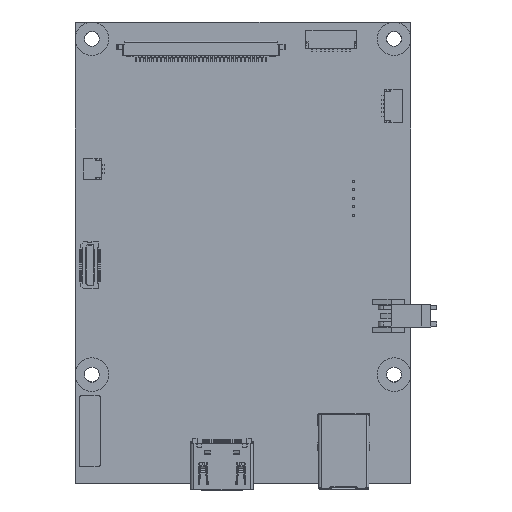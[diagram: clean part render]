
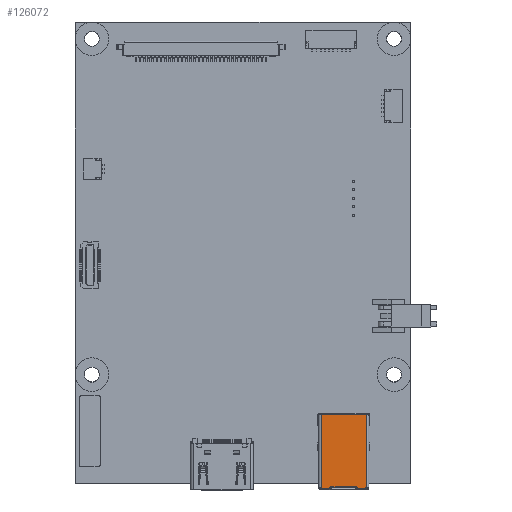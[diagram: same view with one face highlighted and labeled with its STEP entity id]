
A CAD part, top view. The second image highlights one B-rep face of the part: STEP entity #126072.
In plain terms, the highlighted planar face has unit normal (0, 0, 1).
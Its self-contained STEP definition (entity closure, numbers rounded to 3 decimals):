
#5196=FACE_OUTER_BOUND('',#12038,.T.);
#12038=EDGE_LOOP('',(#98566,#98567,#98568,#98569,#98570,#98571,#98572,#98573,
#98574,#98575,#98576,#98577,#98578,#98579,#98580,#98581,#98582,#98583));
#16683=CIRCLE('',#133823,0.15);
#16684=CIRCLE('',#133825,0.15);
#16685=CIRCLE('',#133828,0.15);
#16686=CIRCLE('',#133830,0.15);
#16687=CIRCLE('',#133837,0.15);
#16688=CIRCLE('',#133839,0.15);
#16689=CIRCLE('',#133842,0.15);
#16690=CIRCLE('',#133844,0.15);
#25574=LINE('',#191385,#41688);
#25578=LINE('',#191397,#41692);
#25582=LINE('',#191409,#41696);
#25583=LINE('',#191423,#41697);
#25586=LINE('',#191439,#41700);
#25590=LINE('',#191451,#41704);
#25594=LINE('',#191463,#41708);
#25725=LINE('',#191841,#41839);
#25726=LINE('',#191842,#41840);
#25727=LINE('',#191843,#41841);
#41688=VECTOR('',#155030,10.);
#41692=VECTOR('',#155044,10.);
#41696=VECTOR('',#155058,10.);
#41697=VECTOR('',#155063,10.);
#41700=VECTOR('',#155070,10.);
#41704=VECTOR('',#155084,10.);
#41708=VECTOR('',#155098,10.);
#41839=VECTOR('',#155483,10.);
#41840=VECTOR('',#155484,10.);
#41841=VECTOR('',#155485,10.);
#55958=VERTEX_POINT('',#191378);
#55959=VERTEX_POINT('',#191383);
#55960=VERTEX_POINT('',#191387);
#55961=VERTEX_POINT('',#191391);
#55962=VERTEX_POINT('',#191395);
#55963=VERTEX_POINT('',#191399);
#55964=VERTEX_POINT('',#191403);
#55965=VERTEX_POINT('',#191407);
#55966=VERTEX_POINT('',#191422);
#55967=VERTEX_POINT('',#191437);
#55968=VERTEX_POINT('',#191441);
#55969=VERTEX_POINT('',#191445);
#55970=VERTEX_POINT('',#191449);
#55971=VERTEX_POINT('',#191453);
#55972=VERTEX_POINT('',#191457);
#55973=VERTEX_POINT('',#191461);
#56052=VERTEX_POINT('',#191839);
#56053=VERTEX_POINT('',#191840);
#71078=EDGE_CURVE('',#55958,#55959,#25574,.T.);
#71080=EDGE_CURVE('',#55960,#55959,#16683,.T.);
#71081=EDGE_CURVE('',#55960,#55961,#16684,.T.);
#71084=EDGE_CURVE('',#55961,#55962,#25578,.T.);
#71085=EDGE_CURVE('',#55962,#55963,#16685,.T.);
#71087=EDGE_CURVE('',#55964,#55963,#16686,.T.);
#71090=EDGE_CURVE('',#55964,#55965,#25582,.T.);
#71092=EDGE_CURVE('',#55966,#55965,#25583,.T.);
#71096=EDGE_CURVE('',#55966,#55967,#25586,.T.);
#71097=EDGE_CURVE('',#55968,#55967,#16687,.T.);
#71099=EDGE_CURVE('',#55968,#55969,#16688,.T.);
#71102=EDGE_CURVE('',#55970,#55969,#25590,.T.);
#71103=EDGE_CURVE('',#55970,#55971,#16689,.T.);
#71106=EDGE_CURVE('',#55972,#55971,#16690,.T.);
#71108=EDGE_CURVE('',#55973,#55972,#25594,.T.);
#71280=EDGE_CURVE('',#56052,#56053,#25725,.T.);
#71281=EDGE_CURVE('',#55958,#56052,#25726,.T.);
#71282=EDGE_CURVE('',#56053,#55973,#25727,.T.);
#98566=ORIENTED_EDGE('',*,*,#71280,.F.);
#98567=ORIENTED_EDGE('',*,*,#71281,.F.);
#98568=ORIENTED_EDGE('',*,*,#71078,.T.);
#98569=ORIENTED_EDGE('',*,*,#71080,.F.);
#98570=ORIENTED_EDGE('',*,*,#71081,.T.);
#98571=ORIENTED_EDGE('',*,*,#71084,.T.);
#98572=ORIENTED_EDGE('',*,*,#71085,.T.);
#98573=ORIENTED_EDGE('',*,*,#71087,.F.);
#98574=ORIENTED_EDGE('',*,*,#71090,.T.);
#98575=ORIENTED_EDGE('',*,*,#71092,.F.);
#98576=ORIENTED_EDGE('',*,*,#71096,.T.);
#98577=ORIENTED_EDGE('',*,*,#71097,.F.);
#98578=ORIENTED_EDGE('',*,*,#71099,.T.);
#98579=ORIENTED_EDGE('',*,*,#71102,.F.);
#98580=ORIENTED_EDGE('',*,*,#71103,.T.);
#98581=ORIENTED_EDGE('',*,*,#71106,.F.);
#98582=ORIENTED_EDGE('',*,*,#71108,.F.);
#98583=ORIENTED_EDGE('',*,*,#71282,.F.);
#120020=PLANE('',#133972);
#126072=ADVANCED_FACE('',(#5196),#120020,.T.);
#133823=AXIS2_PLACEMENT_3D('',#191389,#155034,#155035);
#133825=AXIS2_PLACEMENT_3D('',#191392,#155038,#155039);
#133828=AXIS2_PLACEMENT_3D('',#191400,#155047,#155048);
#133830=AXIS2_PLACEMENT_3D('',#191404,#155052,#155053);
#133837=AXIS2_PLACEMENT_3D('',#191442,#155073,#155074);
#133839=AXIS2_PLACEMENT_3D('',#191446,#155078,#155079);
#133842=AXIS2_PLACEMENT_3D('',#191454,#155087,#155088);
#133844=AXIS2_PLACEMENT_3D('',#191459,#155093,#155094);
#133972=AXIS2_PLACEMENT_3D('',#191838,#155481,#155482);
#155030=DIRECTION('',(1.,0.,0.));
#155034=DIRECTION('center_axis',(0.,0.,1.));
#155035=DIRECTION('ref_axis',(0.,1.,0.));
#155038=DIRECTION('center_axis',(0.,0.,1.));
#155039=DIRECTION('ref_axis',(0.,-1.,0.));
#155044=DIRECTION('',(1.,0.,0.));
#155047=DIRECTION('center_axis',(0.,0.,
1.));
#155048=DIRECTION('ref_axis',(1.,0.,0.));
#155052=DIRECTION('center_axis',(0.,0.,
1.));
#155053=DIRECTION('ref_axis',(-1.,0.,0.));
#155058=DIRECTION('',(1.,0.,0.));
#155063=DIRECTION('',(-1.,0.,0.));
#155070=DIRECTION('',(1.,0.,0.));
#155073=DIRECTION('center_axis',(0.,0.,
1.));
#155074=DIRECTION('ref_axis',(0.,1.,0.));
#155078=DIRECTION('center_axis',(0.,0.,
1.));
#155079=DIRECTION('ref_axis',(0.,-1.,0.));
#155084=DIRECTION('',(-1.,0.,0.));
#155087=DIRECTION('center_axis',(0.,0.,
1.));
#155088=DIRECTION('ref_axis',(0.943,-0.333,0.));
#155093=DIRECTION('center_axis',(0.,0.,1.));
#155094=DIRECTION('ref_axis',(-0.943,0.333,0.));
#155098=DIRECTION('',(-1.,0.,0.));
#155481=DIRECTION('center_axis',(0.,0.,1.));
#155482=DIRECTION('ref_axis',(0.,-1.,0.));
#155483=DIRECTION('',(1.,0.,0.));
#155484=DIRECTION('',(0.,1.,0.));
#155485=DIRECTION('',(0.,-1.,0.));
#191378=CARTESIAN_POINT('',(18.6,-0.9,14.2));
#191383=CARTESIAN_POINT('',(18.65,-0.9,14.2));
#191385=CARTESIAN_POINT('',(18.6,-0.9,14.2));
#191387=CARTESIAN_POINT('',(18.791,-1.,14.2));
#191389=CARTESIAN_POINT('Origin',(18.65,-1.05,14.2));
#191391=CARTESIAN_POINT('',(18.933,-1.1,14.2));
#191392=CARTESIAN_POINT('Origin',(18.933,-0.95,14.2));
#191395=CARTESIAN_POINT('',(20.55,-1.1,14.2));
#191397=CARTESIAN_POINT('',(18.933,-1.1,14.2));
#191399=CARTESIAN_POINT('',(20.7,-0.95,14.2));
#191400=CARTESIAN_POINT('Origin',(20.55,-0.95,14.2));
#191403=CARTESIAN_POINT('',(20.85,-0.8,14.2));
#191404=CARTESIAN_POINT('Origin',(20.85,-0.95,14.2));
#191407=CARTESIAN_POINT('',(20.95,-0.8,14.2));
#191409=CARTESIAN_POINT('',(20.85,-0.8,14.2));
#191422=CARTESIAN_POINT('',(27.05,-0.8,14.2));
#191423=CARTESIAN_POINT('',(27.05,-0.8,14.2));
#191437=CARTESIAN_POINT('',(27.15,-0.8,14.2));
#191439=CARTESIAN_POINT('',(27.05,-0.8,14.2));
#191441=CARTESIAN_POINT('',(27.3,-0.95,14.2));
#191442=CARTESIAN_POINT('Origin',(27.15,-0.95,14.2));
#191445=CARTESIAN_POINT('',(27.45,-1.1,14.2));
#191446=CARTESIAN_POINT('Origin',(27.45,-0.95,14.2));
#191449=CARTESIAN_POINT('',(29.067,-1.1,14.2));
#191451=CARTESIAN_POINT('',(29.067,-1.1,14.2));
#191453=CARTESIAN_POINT('',(29.209,-1.,14.2));
#191454=CARTESIAN_POINT('Origin',(29.067,-0.95,14.2));
#191457=CARTESIAN_POINT('',(29.35,-0.9,14.2));
#191459=CARTESIAN_POINT('Origin',(29.35,-1.05,14.2));
#191461=CARTESIAN_POINT('',(29.4,-0.9,14.2));
#191463=CARTESIAN_POINT('',(29.4,-0.9,14.2));
#191838=CARTESIAN_POINT('Origin',(24.,-1.1,14.2));
#191839=CARTESIAN_POINT('',(18.6,16.55,14.2));
#191840=CARTESIAN_POINT('',(29.4,16.55,14.2));
#191841=CARTESIAN_POINT('',(18.6,16.55,14.2));
#191842=CARTESIAN_POINT('',(18.6,-0.9,14.2));
#191843=CARTESIAN_POINT('',(29.4,16.55,14.2));
